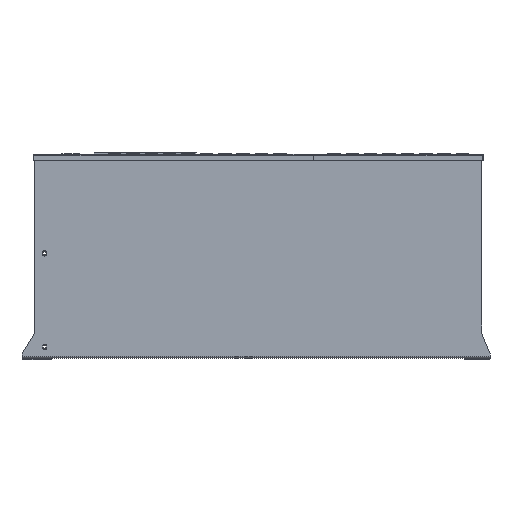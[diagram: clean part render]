
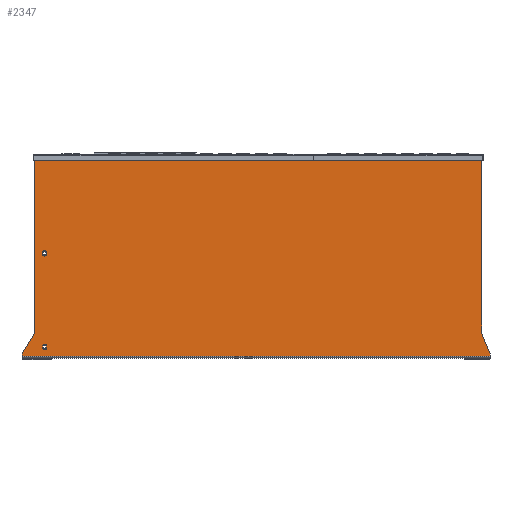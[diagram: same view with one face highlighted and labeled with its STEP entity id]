
A CAD part, left-side view. The second image highlights one B-rep face of the part: STEP entity #2347.
In plain terms, the highlighted planar face has unit normal (-1, 0, 0).
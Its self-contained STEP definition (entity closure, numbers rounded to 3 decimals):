
#566=DIRECTION('',(0.,1.,0.));
#567=VECTOR('',#566,560.);
#568=CARTESIAN_POINT('',(-160.,-10.,2.1));
#569=LINE('',#568,#567);
#584=DIRECTION('',(0.,-0.371,-0.928));
#585=VECTOR('',#584,26.926);
#586=CARTESIAN_POINT('',(-160.,0.,30.));
#587=LINE('',#586,#585);
#588=DIRECTION('',(0.,0.,-1.));
#589=VECTOR('',#588,2.9);
#590=CARTESIAN_POINT('',(-160.,-10.,5.));
#591=LINE('',#590,#589);
#592=DIRECTION('',(0.,0.,1.));
#593=VECTOR('',#592,2.9);
#594=CARTESIAN_POINT('',(-160.,550.,2.1));
#595=LINE('',#594,#593);
#596=DIRECTION('',(0.,-0.514,0.857));
#597=VECTOR('',#596,29.155);
#598=CARTESIAN_POINT('',(-160.,550.,5.));
#599=LINE('',#598,#597);
#600=DIRECTION('',(0.,0.,-1.));
#601=VECTOR('',#600,210.9);
#602=CARTESIAN_POINT('',(-160.,535.,240.9));
#603=LINE('',#602,#601);
#604=DIRECTION('',(0.,0.,-1.));
#605=VECTOR('',#604,210.9);
#606=CARTESIAN_POINT('',(-160.,0.,240.9));
#607=LINE('',#606,#605);
#608=DIRECTION('',(0.,0.,-1.));
#609=VECTOR('',#608,2.5);
#610=CARTESIAN_POINT('',(-160.,525.25,14.5));
#611=LINE('',#610,#609);
#612=CARTESIAN_POINT('',(-160.,523.,12.));
#613=DIRECTION('',(1.,0.,0.));
#614=DIRECTION('',(0.,-1.,0.));
#615=AXIS2_PLACEMENT_3D('',#612,#613,#614);
#617=DIRECTION('',(0.,0.,1.));
#618=VECTOR('',#617,2.5);
#619=CARTESIAN_POINT('',(-160.,520.75,12.));
#620=LINE('',#619,#618);
#621=CARTESIAN_POINT('',(-160.,523.,14.5));
#622=DIRECTION('',(1.,0.,0.));
#623=DIRECTION('',(0.,1.,0.));
#624=AXIS2_PLACEMENT_3D('',#621,#622,#623);
#626=DIRECTION('',(0.,0.,1.));
#627=VECTOR('',#626,2.);
#628=CARTESIAN_POINT('',(-160.,520.5,124.5));
#629=LINE('',#628,#627);
#630=CARTESIAN_POINT('',(-160.,523.,126.5));
#631=DIRECTION('',(1.,0.,0.));
#632=DIRECTION('',(0.,1.,0.));
#633=AXIS2_PLACEMENT_3D('',#630,#631,#632);
#635=DIRECTION('',(0.,0.,-1.));
#636=VECTOR('',#635,2.);
#637=CARTESIAN_POINT('',(-160.,525.5,126.5));
#638=LINE('',#637,#636);
#639=CARTESIAN_POINT('',(-160.,523.,124.5));
#640=DIRECTION('',(1.,0.,0.));
#641=DIRECTION('',(0.,-1.,0.));
#642=AXIS2_PLACEMENT_3D('',#639,#640,#641);
#665=DIRECTION('',(0.,1.,0.));
#666=VECTOR('',#665,535.);
#667=CARTESIAN_POINT('',(-160.,0.,240.9));
#668=LINE('',#667,#666);
#1182=CARTESIAN_POINT('',(-160.,-10.,2.1));
#1183=CARTESIAN_POINT('',(-160.,550.,2.1));
#1184=VERTEX_POINT('',#1182);
#1185=VERTEX_POINT('',#1183);
#1206=CARTESIAN_POINT('',(-160.,0.,30.));
#1207=CARTESIAN_POINT('',(-160.,-10.,5.));
#1208=VERTEX_POINT('',#1206);
#1209=VERTEX_POINT('',#1207);
#1210=CARTESIAN_POINT('',(-160.,550.,5.));
#1211=CARTESIAN_POINT('',(-160.,535.,30.));
#1212=VERTEX_POINT('',#1210);
#1213=VERTEX_POINT('',#1211);
#1342=CARTESIAN_POINT('',(-160.,0.,240.9));
#1343=VERTEX_POINT('',#1342);
#1344=CARTESIAN_POINT('',(-160.,535.,240.9));
#1345=VERTEX_POINT('',#1344);
#1430=CARTESIAN_POINT('',(-160.,525.25,14.5));
#1431=CARTESIAN_POINT('',(-160.,525.25,12.));
#1432=VERTEX_POINT('',#1430);
#1433=VERTEX_POINT('',#1431);
#1434=CARTESIAN_POINT('',(-160.,520.75,12.));
#1435=VERTEX_POINT('',#1434);
#1436=CARTESIAN_POINT('',(-160.,520.75,14.5));
#1437=VERTEX_POINT('',#1436);
#1462=CARTESIAN_POINT('',(-160.,520.5,124.5));
#1463=CARTESIAN_POINT('',(-160.,520.5,126.5));
#1464=VERTEX_POINT('',#1462);
#1465=VERTEX_POINT('',#1463);
#1466=CARTESIAN_POINT('',(-160.,525.5,126.5));
#1467=VERTEX_POINT('',#1466);
#1468=CARTESIAN_POINT('',(-160.,525.5,124.5));
#1469=VERTEX_POINT('',#1468);
#2305=CARTESIAN_POINT('',(-160.,550.,0.));
#2306=DIRECTION('',(1.,0.,0.));
#2307=DIRECTION('',(0.,1.,0.));
#2308=AXIS2_PLACEMENT_3D('',#2305,#2306,#2307);
#2309=PLANE('',#2308);
#2311=ORIENTED_EDGE('',*,*,#2310,.T.);
#2313=ORIENTED_EDGE('',*,*,#2312,.T.);
#2314=ORIENTED_EDGE('',*,*,#2296,.T.);
#2316=ORIENTED_EDGE('',*,*,#2315,.T.);
#2318=ORIENTED_EDGE('',*,*,#2317,.T.);
#2320=ORIENTED_EDGE('',*,*,#2319,.F.);
#2322=ORIENTED_EDGE('',*,*,#2321,.F.);
#2324=ORIENTED_EDGE('',*,*,#2323,.T.);
#2325=EDGE_LOOP('',(#2311,#2313,#2314,#2316,#2318,#2320,#2322,#2324));
#2326=FACE_OUTER_BOUND('',#2325,.F.);
#2328=ORIENTED_EDGE('',*,*,#2327,.T.);
#2330=ORIENTED_EDGE('',*,*,#2329,.F.);
#2332=ORIENTED_EDGE('',*,*,#2331,.T.);
#2334=ORIENTED_EDGE('',*,*,#2333,.F.);
#2335=EDGE_LOOP('',(#2328,#2330,#2332,#2334));
#2336=FACE_BOUND('',#2335,.F.);
#2338=ORIENTED_EDGE('',*,*,#2337,.T.);
#2340=ORIENTED_EDGE('',*,*,#2339,.F.);
#2342=ORIENTED_EDGE('',*,*,#2341,.T.);
#2344=ORIENTED_EDGE('',*,*,#2343,.F.);
#2345=EDGE_LOOP('',(#2338,#2340,#2342,#2344));
#2346=FACE_BOUND('',#2345,.F.);
#616=CIRCLE('',#615,2.25);
#625=CIRCLE('',#624,2.25);
#634=CIRCLE('',#633,2.5);
#643=CIRCLE('',#642,2.5);
#2296=EDGE_CURVE('',#1184,#1185,#569,.T.);
#2310=EDGE_CURVE('',#1208,#1209,#587,.T.);
#2312=EDGE_CURVE('',#1209,#1184,#591,.T.);
#2315=EDGE_CURVE('',#1185,#1212,#595,.T.);
#2317=EDGE_CURVE('',#1212,#1213,#599,.T.);
#2319=EDGE_CURVE('',#1345,#1213,#603,.T.);
#2321=EDGE_CURVE('',#1343,#1345,#668,.T.);
#2323=EDGE_CURVE('',#1343,#1208,#607,.T.);
#2327=EDGE_CURVE('',#1432,#1433,#611,.T.);
#2329=EDGE_CURVE('',#1435,#1433,#616,.T.);
#2331=EDGE_CURVE('',#1435,#1437,#620,.T.);
#2333=EDGE_CURVE('',#1432,#1437,#625,.T.);
#2337=EDGE_CURVE('',#1464,#1465,#629,.T.);
#2339=EDGE_CURVE('',#1467,#1465,#634,.T.);
#2341=EDGE_CURVE('',#1467,#1469,#638,.T.);
#2343=EDGE_CURVE('',#1464,#1469,#643,.T.);
#2347=ADVANCED_FACE('',(#2326,#2336,#2346),#2309,.F.);
